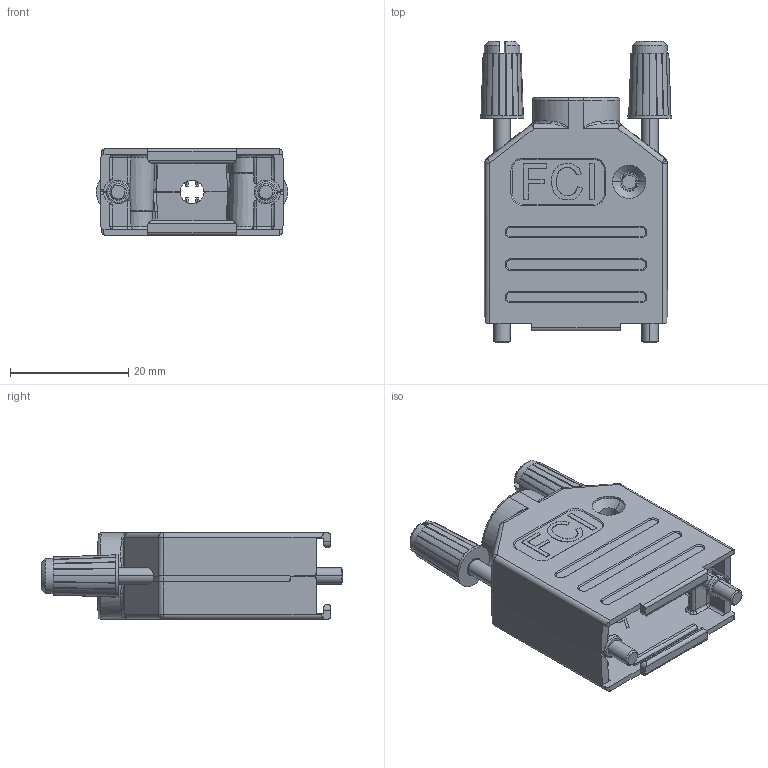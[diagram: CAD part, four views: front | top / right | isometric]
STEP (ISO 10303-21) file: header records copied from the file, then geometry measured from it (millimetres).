
FILE_DESCRIPTION((''),'2;1');
FILE_NAME('8655MH0901BLF_ASM','2020-10-16T',('DDetouillon'),('AFCI'),'CREO PARAMETRIC BY PTC INC, 2016130','CREO PARAMETRIC BY PTC INC, 2016130','');
FILE_SCHEMA(('CONFIG_CONTROL_DESIGN'));
Length unit declared in the file: millimetre
Products named in the file (6): DTZK9-FCI-D5; MFX-M3X10_MFX; 4_ED5; D-JS; KNOP_TIL_JACK_SCREW; 8655MH0901BLF_ASM
Assembly tree (10 placements, depth 2):
  8655MH0901BLF_ASM
    DTZK9-FCI-D5  x2
    MFX-M3X10_MFX  x2
    4_ED5  x2
    D-JS  x2
    KNOP_TIL_JACK_SCREW  x2
Bounding box: 32.4 x 51 x 14.6 mm (x, y, z)
Volume: 6755.7 mm3; surface area: 11377.1 mm2
Topology: 8 solids, 8 shells, 1240 faces, 3202 edges, 2010 vertices
Faces by surface type: plane 698, cylinder 274, cone 152, bspline 82, sphere 20, torus 14
Entity records: 36198 total; most frequent: CARTESIAN_POINT 12912, ORIENTED_EDGE 3178, DIRECTION 2815, PRESENTATION_STYLE_ASSIGNMENT 2102, STYLED_ITEM 1593, CURVE_STYLE 1589, EDGE_CURVE 1589, VERTEX_POINT 1005
